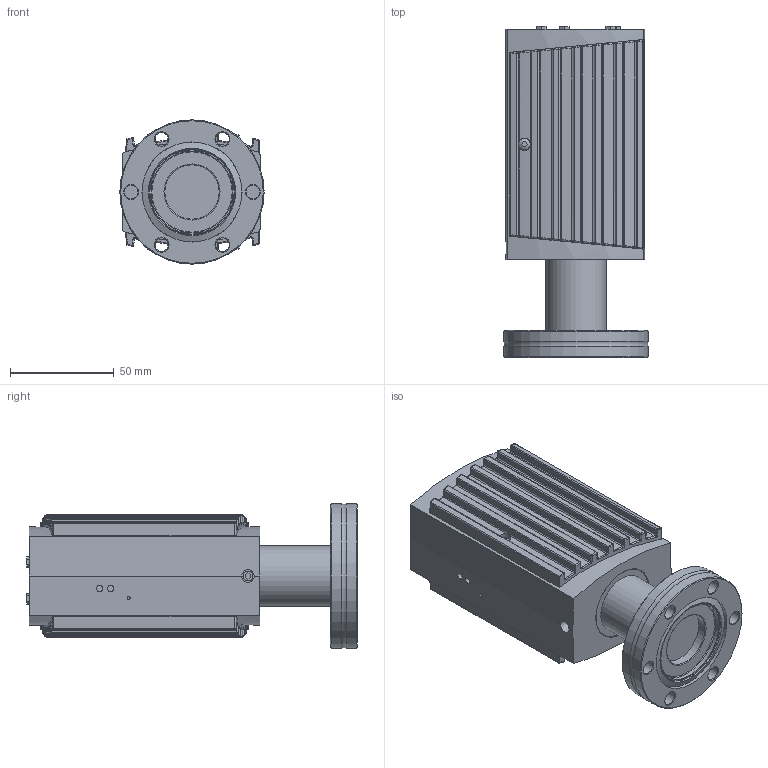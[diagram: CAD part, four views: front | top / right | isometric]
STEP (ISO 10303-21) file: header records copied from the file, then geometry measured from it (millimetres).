
FILE_DESCRIPTION((''),'2;1');
FILE_NAME('M353-556.stp','2013-04-04T11:28:15',('GELH'),(''),'Autodesk Inventor 2012','Autodesk Inventor 2012','');
FILE_SCHEMA(('AUTOMOTIVE_DESIGN { 1 0 10303 214 1 1 1 1 }'));
Length unit declared in the file: millimetre
Products named in the file (1): M353-556
Bounding box: 69.5 x 159.5 x 69.5 mm (x, y, z)
Volume: 150987.4 mm3; surface area: 99197 mm2
Topology: 3 solids, 3 shells, 828 faces, 2162 edges, 1365 vertices
Faces by surface type: plane 376, cylinder 266, bspline 100, sphere 58, cone 19, torus 9
Full cylindrical faces by diameter (mm): 1.5 x1, 2.3 x2, 2.4 x4, 2.8 x2, 3 x10, 3.2 x6, 4 x1, 4.2 x2, 4.8 x1, 5.6 x2, 6 x3, 6.6 x6, 24.8 x1, 25 x1, 25.6 x1, 26.2 x1, 29 x1, 31.95 x2, 32 x1, 39.5 x1, 40 x1, 41 x1, 48.1 x1, 48.2 x1, 69.5 x2
Entity records: 33017 total; most frequent: CARTESIAN_POINT 12647, DIRECTION 4384, ORIENTED_EDGE 4102, EDGE_CURVE 2051, AXIS2_PLACEMENT_3D 1654, VERTEX_POINT 1341, VECTOR 1076, LINE 1076
